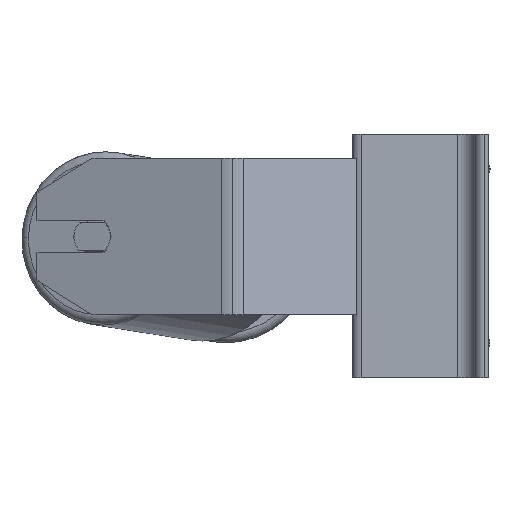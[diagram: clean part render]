
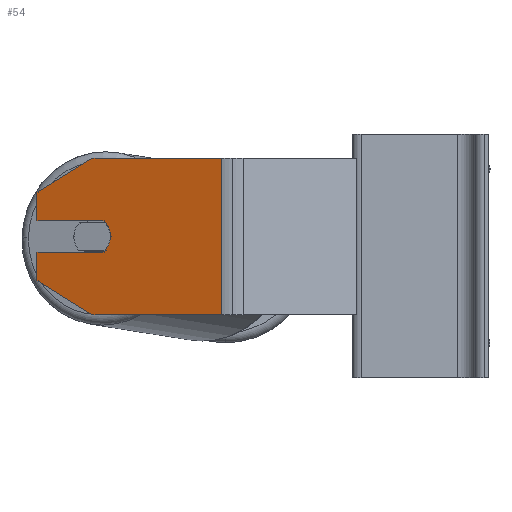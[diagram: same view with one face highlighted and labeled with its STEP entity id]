
A CAD part, left-side view. The second image highlights one B-rep face of the part: STEP entity #54.
In plain terms, the highlighted planar face has unit normal (-0.94, 0.342, 0).
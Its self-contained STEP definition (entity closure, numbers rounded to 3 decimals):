
#54 = ADVANCED_FACE ( 'NONE', ( #6610 ), #4240, .F. ) ;
#197 = DIRECTION ( 'NONE',  ( 0., 0., -1. ) ) ;
#347 = CARTESIAN_POINT ( 'NONE',  ( -286.523, 145.827, 18. ) ) ;
#393 = VECTOR ( 'NONE', #647, 1000. ) ;
#452 = LINE ( 'NONE', #5409, #1083 ) ;
#491 = CARTESIAN_POINT ( 'NONE',  ( -274.21, 179.656, 50. ) ) ;
#605 = DIRECTION ( 'NONE',  ( 0., 0., -1. ) ) ;
#647 = DIRECTION ( 'NONE',  ( 0., 0., -1. ) ) ;
#676 = CARTESIAN_POINT ( 'NONE',  ( -274.21, 179.656, 32.679 ) ) ;
#703 = LINE ( 'NONE', #3946, #6540 ) ;
#729 = CARTESIAN_POINT ( 'NONE',  ( -308.664, 84.993, -30. ) ) ;
#973 = CARTESIAN_POINT ( 'NONE',  ( -274.21, 179.656, 2. ) ) ;
#1083 = VECTOR ( 'NONE', #3740, 1000. ) ;
#1169 = LINE ( 'NONE', #8506, #5374 ) ;
#1247 = ORIENTED_EDGE ( 'NONE', *, *, #8008, .T. ) ;
#1268 = AXIS2_PLACEMENT_3D ( 'NONE', #9729, #3054, #2302 ) ;
#1339 = ORIENTED_EDGE ( 'NONE', *, *, #4785, .F. ) ;
#1395 = CARTESIAN_POINT ( 'NONE',  ( -274.21, 179.656, 2. ) ) ;
#1566 = LINE ( 'NONE', #4851, #5769 ) ;
#1792 = CIRCLE ( 'NONE', #1268, 10. ) ;
#2094 = EDGE_LOOP ( 'NONE', ( #9746, #5818, #1247, #1339, #10110, #5312, #6195, #4756, #2111, #6236, #4369 ) ) ;
#2111 = ORIENTED_EDGE ( 'NONE', *, *, #2790, .F. ) ;
#2302 = DIRECTION ( 'NONE',  ( -0.342, -0.94, 0. ) ) ;
#2412 = DIRECTION ( 'NONE',  ( 0.296, 0.814, -0.5 ) ) ;
#2440 = CARTESIAN_POINT ( 'NONE',  ( -284.471, 151.465, -30. ) ) ;
#2527 = EDGE_CURVE ( 'NONE', #8253, #3431, #8165, .T. ) ;
#2790 = EDGE_CURVE ( 'NONE', #4543, #7552, #4311, .T. ) ;
#2852 = EDGE_CURVE ( 'NONE', #7148, #6602, #703, .T. ) ;
#3054 = DIRECTION ( 'NONE',  ( -0.94, 0.342, 0. ) ) ;
#3094 = AXIS2_PLACEMENT_3D ( 'NONE', #8048, #8848, #7994 ) ;
#3431 = VERTEX_POINT ( 'NONE', #10007 ) ;
#3740 = DIRECTION ( 'NONE',  ( 0.342, 0.94, 0. ) ) ;
#3946 = CARTESIAN_POINT ( 'NONE',  ( -284.471, 151.465, -30. ) ) ;
#4133 = DIRECTION ( 'NONE',  ( 0.94, -0.342, 0. ) ) ;
#4230 = DIRECTION ( 'NONE',  ( -0.342, -0.94, 0. ) ) ;
#4235 = VERTEX_POINT ( 'NONE', #9584 ) ;
#4240 = PLANE ( 'NONE',  #6008 ) ;
#4311 = CIRCLE ( 'NONE', #3094, 10. ) ;
#4369 = ORIENTED_EDGE ( 'NONE', *, *, #4468, .F. ) ;
#4468 = EDGE_CURVE ( 'NONE', #5390, #4235, #4793, .T. ) ;
#4543 = VERTEX_POINT ( 'NONE', #8727 ) ;
#4756 = ORIENTED_EDGE ( 'NONE', *, *, #6553, .F. ) ;
#4785 = EDGE_CURVE ( 'NONE', #3431, #7463, #1169, .T. ) ;
#4793 = LINE ( 'NONE', #1395, #6076 ) ;
#4851 = CARTESIAN_POINT ( 'NONE',  ( -274.21, 179.656, -30. ) ) ;
#4870 = CARTESIAN_POINT ( 'NONE',  ( -274.21, 179.656, 50. ) ) ;
#5312 = ORIENTED_EDGE ( 'NONE', *, *, #5874, .T. ) ;
#5374 = VECTOR ( 'NONE', #197, 1000. ) ;
#5390 = VERTEX_POINT ( 'NONE', #973 ) ;
#5409 = CARTESIAN_POINT ( 'NONE',  ( -274.21, 179.656, 18. ) ) ;
#5711 = CARTESIAN_POINT ( 'NONE',  ( -274.21, 179.656, 32.679 ) ) ;
#5769 = VECTOR ( 'NONE', #7385, 1000. ) ;
#5818 = ORIENTED_EDGE ( 'NONE', *, *, #2852, .T. ) ;
#5870 = VERTEX_POINT ( 'NONE', #6509 ) ;
#5874 = EDGE_CURVE ( 'NONE', #8253, #7207, #9785, .T. ) ;
#6008 = AXIS2_PLACEMENT_3D ( 'NONE', #9825, #4133, #7520 ) ;
#6076 = VECTOR ( 'NONE', #7864, 1000. ) ;
#6195 = ORIENTED_EDGE ( 'NONE', *, *, #6939, .T. ) ;
#6236 = ORIENTED_EDGE ( 'NONE', *, *, #7272, .F. ) ;
#6327 = LINE ( 'NONE', #9806, #10415 ) ;
#6509 = CARTESIAN_POINT ( 'NONE',  ( -274.21, 179.656, 18. ) ) ;
#6540 = VECTOR ( 'NONE', #8693, 1000. ) ;
#6553 = EDGE_CURVE ( 'NONE', #7552, #5870, #452, .T. ) ;
#6584 = VECTOR ( 'NONE', #2412, 1000. ) ;
#6602 = VERTEX_POINT ( 'NONE', #2440 ) ;
#6610 = FACE_OUTER_BOUND ( 'NONE', #2094, .T. ) ;
#6939 = EDGE_CURVE ( 'NONE', #7207, #5870, #8692, .T. ) ;
#7148 = VERTEX_POINT ( 'NONE', #7446 ) ;
#7207 = VERTEX_POINT ( 'NONE', #676 ) ;
#7272 = EDGE_CURVE ( 'NONE', #4235, #4543, #1792, .T. ) ;
#7385 = DIRECTION ( 'NONE',  ( -0.342, -0.94, 0. ) ) ;
#7407 = VECTOR ( 'NONE', #4230, 1000. ) ;
#7446 = CARTESIAN_POINT ( 'NONE',  ( -274.21, 179.656, -12.679 ) ) ;
#7463 = VERTEX_POINT ( 'NONE', #729 ) ;
#7520 = DIRECTION ( 'NONE',  ( 0.342, 0.94, 0. ) ) ;
#7552 = VERTEX_POINT ( 'NONE', #347 ) ;
#7755 = CARTESIAN_POINT ( 'NONE',  ( -284.471, 151.465, 50. ) ) ;
#7864 = DIRECTION ( 'NONE',  ( -0.342, -0.94, 0. ) ) ;
#7994 = DIRECTION ( 'NONE',  ( -0.342, -0.94, 0. ) ) ;
#8008 = EDGE_CURVE ( 'NONE', #6602, #7463, #1566, .T. ) ;
#8048 = CARTESIAN_POINT ( 'NONE',  ( -284.471, 151.465, 10. ) ) ;
#8165 = LINE ( 'NONE', #4870, #7407 ) ;
#8253 = VERTEX_POINT ( 'NONE', #7755 ) ;
#8506 = CARTESIAN_POINT ( 'NONE',  ( -308.664, 84.993, 50. ) ) ;
#8692 = LINE ( 'NONE', #491, #393 ) ;
#8693 = DIRECTION ( 'NONE',  ( -0.296, -0.814, -0.5 ) ) ;
#8727 = CARTESIAN_POINT ( 'NONE',  ( -287.891, 142.068, 10. ) ) ;
#8848 = DIRECTION ( 'NONE',  ( -0.94, 0.342, 0. ) ) ;
#9371 = EDGE_CURVE ( 'NONE', #5390, #7148, #6327, .T. ) ;
#9584 = CARTESIAN_POINT ( 'NONE',  ( -286.523, 145.827, 2. ) ) ;
#9729 = CARTESIAN_POINT ( 'NONE',  ( -284.471, 151.465, 10. ) ) ;
#9746 = ORIENTED_EDGE ( 'NONE', *, *, #9371, .T. ) ;
#9785 = LINE ( 'NONE', #5711, #6584 ) ;
#9806 = CARTESIAN_POINT ( 'NONE',  ( -274.21, 179.656, 50. ) ) ;
#9825 = CARTESIAN_POINT ( 'NONE',  ( -274.21, 179.656, 50. ) ) ;
#10007 = CARTESIAN_POINT ( 'NONE',  ( -308.664, 84.993, 50. ) ) ;
#10110 = ORIENTED_EDGE ( 'NONE', *, *, #2527, .F. ) ;
#10415 = VECTOR ( 'NONE', #605, 1000. ) ;
